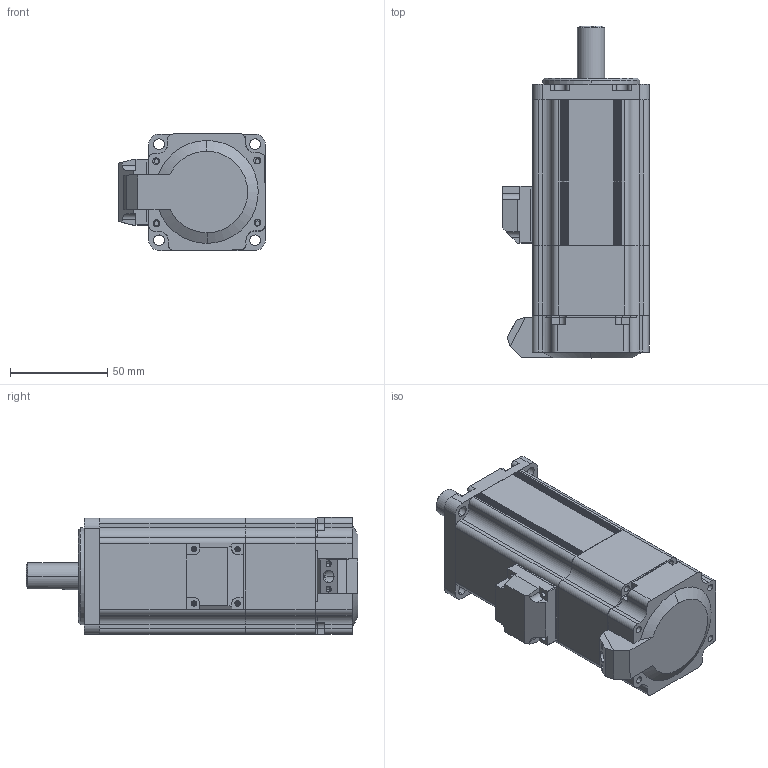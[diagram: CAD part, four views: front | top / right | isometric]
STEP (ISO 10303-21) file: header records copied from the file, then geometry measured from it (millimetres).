
FILE_DESCRIPTION (( 'STEP AP203' ), '1' );
FILE_NAME ('MF3H-60CS,CM30BZ1-504.STEP', '2022-11-23T08:25:26', ( '' ), ( '' ), 'SwSTEP 2.0', 'SolidWorks 2016', '' );
FILE_SCHEMA (( 'CONFIG_CONTROL_DESIGN' ));
Length unit declared in the file: millimetre
Products named in the file (2): MF3H-60CS,CM30BZ1-504
Bounding box: 75.51 x 171 x 60.29 mm (x, y, z)
Surface area: 53122.5 mm2 (no closed solid volume)
Topology: 0 solids, 11 shells, 404 faces, 1379 edges, 986 vertices
Faces by surface type: cylinder 237, plane 142, cone 14, torus 10, bspline 1
Entity records: 15869 total; most frequent: CARTESIAN_POINT 3345, DIRECTION 2796, ORIENTED_EDGE 2290, EDGE_CURVE 1379, AXIS2_PLACEMENT_3D 1033, VERTEX_POINT 986, VECTOR 730, LINE 730
